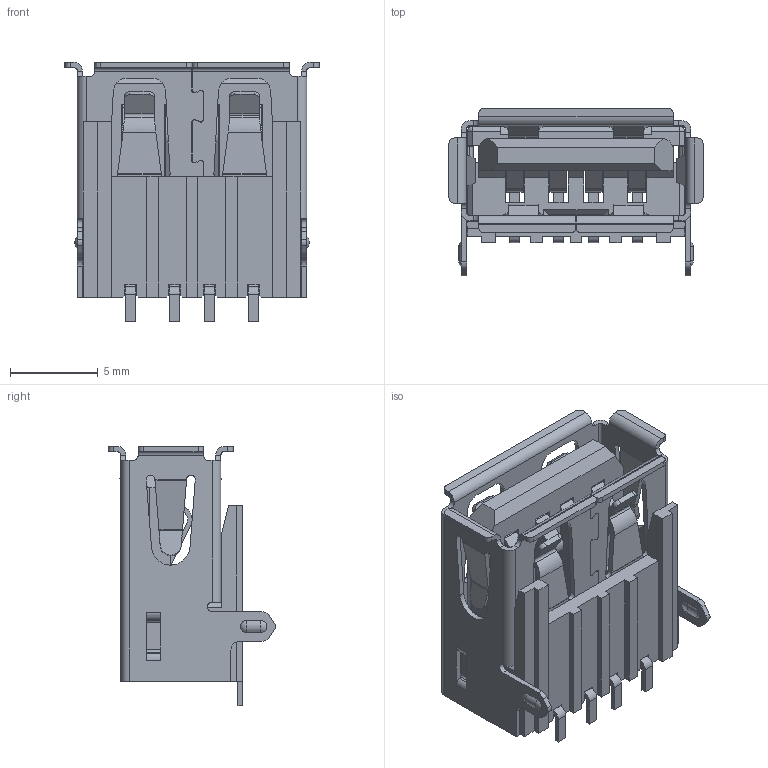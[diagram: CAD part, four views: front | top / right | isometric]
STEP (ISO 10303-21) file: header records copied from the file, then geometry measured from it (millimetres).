
FILE_DESCRIPTION (( 'STEP AP214' ), '1' );
FILE_NAME ('USB1046-XX-0190-L-B-X_revB1.STEP', '2018-08-02T07:16:34', ( '' ), ( '' ), 'SwSTEP 2.0', 'SolidWorks 2016', '' );
FILE_SCHEMA (( 'AUTOMOTIVE_DESIGN' ));
Length unit declared in the file: millimetre
Products named in the file (4): USB1046 Contact; USB1046 shell; INS; USB1046-XX-0190-L-B-X_revB1
Assembly tree (6 placements, depth 2):
  USB1046-XX-0190-L-B-X_revB1
    INS
    USB1046 shell
    USB1046 Contact  x4
Bounding box: 14.5 x 9.55 x 14.8 mm (x, y, z)
Volume: 538.9 mm3; surface area: 1948.2 mm2
Topology: 6 solids, 6 shells, 919 faces, 2567 edges, 1650 vertices
Faces by surface type: plane 575, cylinder 302, bspline 32, sphere 8, cone 2
Entity records: 23802 total; most frequent: CARTESIAN_POINT 5470, ORIENTED_EDGE 3966, DIRECTION 3592, EDGE_CURVE 1983, VECTOR 1392, LINE 1392, VERTEX_POINT 1266, AXIS2_PLACEMENT_3D 1100
